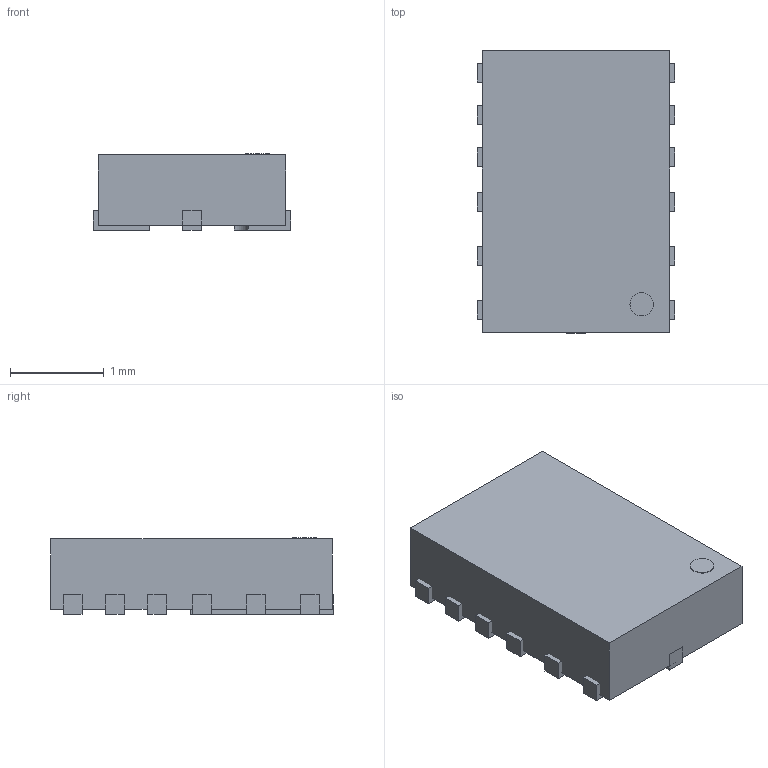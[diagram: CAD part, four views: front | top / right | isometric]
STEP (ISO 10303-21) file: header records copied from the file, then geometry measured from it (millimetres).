
FILE_DESCRIPTION(/* description */ ('STEP AP242','CAx-IF Rec.Pracs.---Representation and Presentation of Product Manufacturing Information (PMI)---4.0---2014-10-13','CAx-IF Rec.Pracs.---3D Tessellated Geometry---0.4---2014-09-14','2;1'),/* implementation_level */ '2;1');
FILE_NAME(/* name */ '6296f111a72c3151cc2efc92',/* time_stamp */ '2022-06-01T04:54:43+00:00',/* author */ (''),/* organization */ (''),/* preprocessor_version */ 'ST-DEVELOPER v18.102',/* originating_system */ ' ',/* authorisation */ ' ');
FILE_SCHEMA (('AP242_MANAGED_MODEL_BASED_3D_ENGINEERING_MIM_LF { 1 0 10303 442 1 1 4 }'));
Length unit declared in the file: metre
Products named in the file (12): Assembly 1; Part 7; Part 4; Part 6; Part 2; Part 5; Part 3; Part 1; Part 8; Part 9
Assembly tree (11 placements, depth 2):
  Assembly 1
    Part 7
    Part 4
    Part 6
    Part 2
    Part 5
    Part 3
    Part 1
    Part 8
    Part 1
    Part 1
    Part 9
Bounding box: 2.1 x 3.01 x 0.81 mm (x, y, z)
Volume: 5 mm3; surface area: 28 mm2
Topology: 11 solids, 11 shells, 82 faces, 177 edges, 118 vertices
Faces by surface type: plane 79, cylinder 3
Full cylindrical faces by diameter (mm): 0.25 x2
Entity records: 2480 total; most frequent: CARTESIAN_POINT 390, DIRECTION 367, ORIENTED_EDGE 350, EDGE_CURVE 175, LINE 169, VECTOR 169, VERTEX_POINT 118, AXIS2_PLACEMENT_3D 99
